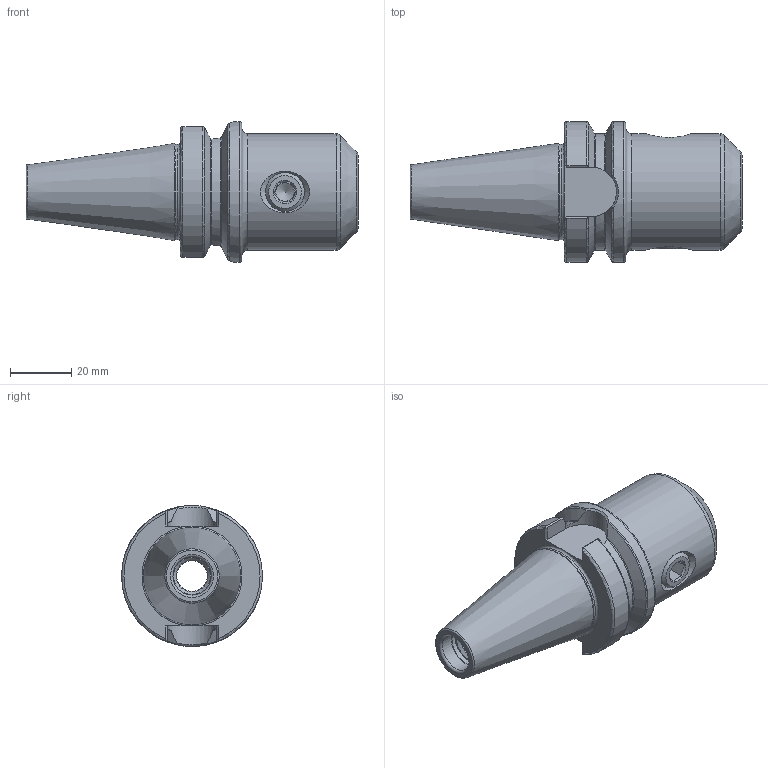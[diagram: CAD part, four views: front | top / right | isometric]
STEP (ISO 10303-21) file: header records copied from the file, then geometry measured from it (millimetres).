
FILE_DESCRIPTION(/* description */ (''),/* implementation_level */ '2;1');
FILE_NAME(/* name */ 'BT30-EM0.625-2.36.stp',/* time_stamp */ '2022-08-26T16:33:28+08:00',/* author */ ('Administrator'),/* organization */ (''),/* preprocessor_version */ 'ST-DEVELOPER v18.1',/* originating_system */ 'Autodesk Inventor 2022',/* authorisation */ '');
FILE_SCHEMA (('AUTOMOTIVE_DESIGN { 1 0 10303 214 3 1 1 }'));
Length unit declared in the file: millimetre
Products named in the file (3): BT30-SLA0.625-2.36; BT30-SLA15.875-59.944; 1-2-20UNF-11.1125
Assembly tree (2 placements, depth 2):
  BT30-SLA0.625-2.36
    BT30-SLA15.875-59.944
    1-2-20UNF-11.1125
Bounding box: 108.34 x 46 x 46 mm (x, y, z)
Volume: 76537.2 mm3; surface area: 19502.3 mm2
Topology: 2 solids, 2 shells, 99 faces, 252 edges, 161 vertices
Faces by surface type: plane 31, cylinder 20, cone 19, torus 18, bspline 10, sphere 1
Full cylindrical faces by diameter (mm): 5 x1, 6 x1, 10 x1, 10.3 x1, 11.328 x1, 12.5 x1, 12.7 x1, 13.1 x1, 13.2 x1, 15.875 x1, 16.875 x1, 31.15 x1, 38.1 x1, 46 x1
Entity records: 3880 total; most frequent: CARTESIAN_POINT 1495, ORIENTED_EDGE 500, DIRECTION 449, EDGE_CURVE 250, AXIS2_PLACEMENT_3D 181, VERTEX_POINT 161, EDGE_LOOP 109, FACE_OUTER_BOUND 99
